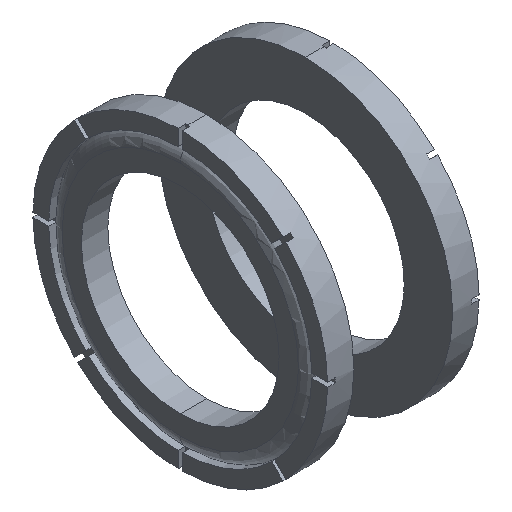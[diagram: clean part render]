
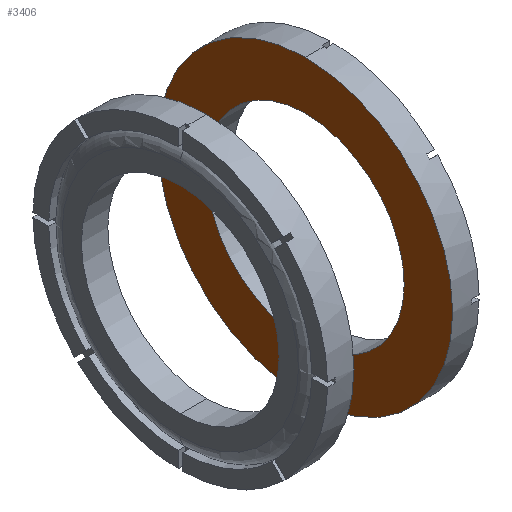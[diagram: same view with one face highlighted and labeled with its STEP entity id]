
A CAD part, isometric view. The second image highlights one B-rep face of the part: STEP entity #3406.
In plain terms, the highlighted planar face has unit normal (-1, 0, 0).
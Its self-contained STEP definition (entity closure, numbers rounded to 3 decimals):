
#2287=CARTESIAN_POINT('',(1.302,0.,0.));
#2288=DIRECTION('',(-1.,0.,0.));
#2289=DIRECTION('',(0.,0.,-1.));
#2290=AXIS2_PLACEMENT_3D('',#2287,#2288,#2289);
#2292=CARTESIAN_POINT('',(1.302,0.,0.));
#2293=DIRECTION('',(1.,0.,0.));
#2294=DIRECTION('',(0.,0.,-1.));
#2295=AXIS2_PLACEMENT_3D('',#2292,#2293,#2294);
#2301=CARTESIAN_POINT('',(1.302,0.,0.));
#2302=DIRECTION('',(1.,0.,0.));
#2303=DIRECTION('',(0.,0.,-1.));
#2304=AXIS2_PLACEMENT_3D('',#2301,#2302,#2303);
#2310=CARTESIAN_POINT('',(1.302,0.,0.));
#2311=DIRECTION('',(-1.,0.,0.));
#2312=DIRECTION('',(0.,0.,-1.));
#2313=AXIS2_PLACEMENT_3D('',#2310,#2311,#2312);
#2351=CARTESIAN_POINT('',(1.302,0.,-2.61));
#2353=VERTEX_POINT('',#2351);
#2355=CARTESIAN_POINT('',(1.302,0.,2.61));
#2357=VERTEX_POINT('',#2355);
#2359=CARTESIAN_POINT('',(1.302,0.,-3.89));
#2360=CARTESIAN_POINT('',(1.302,0.,3.89));
#2361=VERTEX_POINT('',#2359);
#2362=VERTEX_POINT('',#2360);
#3391=CARTESIAN_POINT('',(1.302,0.,0.));
#3392=DIRECTION('',(-1.,0.,0.));
#3393=DIRECTION('',(0.,0.,-1.));
#3394=AXIS2_PLACEMENT_3D('',#3391,#3392,#3393);
#3395=PLANE('',#3394);
#3396=ORIENTED_EDGE('',*,*,#3236,.F.);
#3397=ORIENTED_EDGE('',*,*,#2944,.T.);
#3398=EDGE_LOOP('',(#3396,#3397));
#3399=FACE_OUTER_BOUND('',#3398,.F.);
#3401=ORIENTED_EDGE('',*,*,#3400,.F.);
#3403=ORIENTED_EDGE('',*,*,#3402,.T.);
#3404=EDGE_LOOP('',(#3401,#3403));
#3405=FACE_BOUND('',#3404,.F.);
#2291=CIRCLE('',#2290,3.89);
#2296=CIRCLE('',#2295,3.89);
#2305=CIRCLE('',#2304,2.61);
#2314=CIRCLE('',#2313,2.61);
#2944=EDGE_CURVE('',#2361,#2362,#2296,.T.);
#3236=EDGE_CURVE('',#2361,#2362,#2291,.T.);
#3400=EDGE_CURVE('',#2353,#2357,#2305,.T.);
#3402=EDGE_CURVE('',#2353,#2357,#2314,.T.);
#3406=ADVANCED_FACE('',(#3399,#3405),#3395,.T.);
